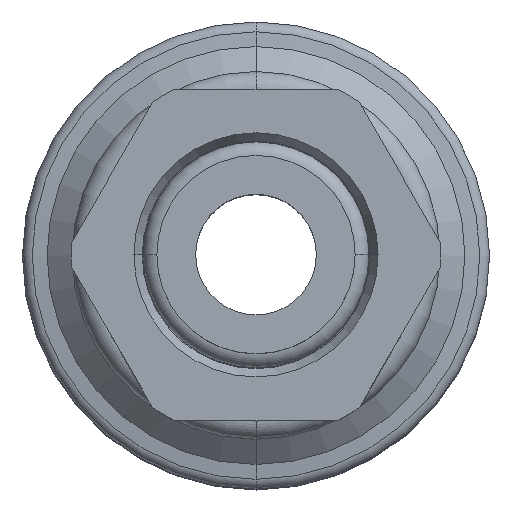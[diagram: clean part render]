
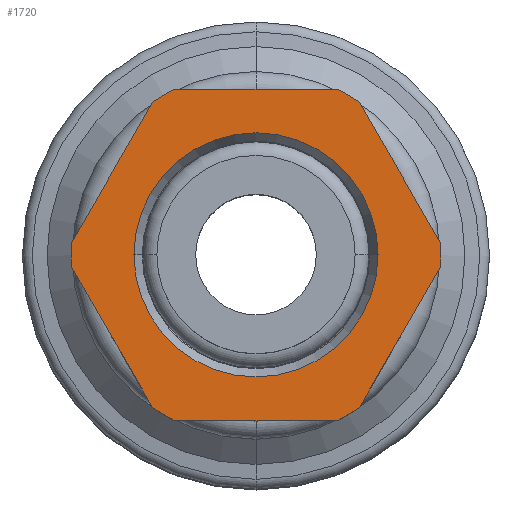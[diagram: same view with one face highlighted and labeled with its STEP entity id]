
A CAD part, top view. The second image highlights one B-rep face of the part: STEP entity #1720.
In plain terms, the highlighted planar face has unit normal (0, 0, 1).
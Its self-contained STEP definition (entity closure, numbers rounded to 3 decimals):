
#58 = CARTESIAN_POINT ( 'NONE',  ( 6.351, 11., 7.5 ) ) ;
#71 = VERTEX_POINT ( 'NONE', #2607 ) ;
#110 = ORIENTED_EDGE ( 'NONE', *, *, #1698, .T. ) ;
#111 = CARTESIAN_POINT ( 'NONE',  ( 6.831, 10.169, 7.5 ) ) ;
#119 = CARTESIAN_POINT ( 'NONE',  ( -12.222, 0.831, 7.5 ) ) ;
#154 = ORIENTED_EDGE ( 'NONE', *, *, #480, .T. ) ;
#167 = CARTESIAN_POINT ( 'NONE',  ( 5.391, -11., 7.5 ) ) ;
#168 = PLANE ( 'NONE',  #4379 ) ;
#197 = VERTEX_POINT ( 'NONE', #4105 ) ;
#201 = DIRECTION ( 'NONE',  ( 1., 0., 0. ) ) ;
#203 = DIRECTION ( 'NONE',  ( 0.5, -0.866, 0. ) ) ;
#355 = VERTEX_POINT ( 'NONE', #167 ) ;
#376 = CIRCLE ( 'NONE', #942, 12.25 ) ;
#416 = CIRCLE ( 'NONE', #3349, 12.25 ) ;
#464 = CARTESIAN_POINT ( 'NONE',  ( 0., 0., 7.5 ) ) ;
#466 = CARTESIAN_POINT ( 'NONE',  ( 0., 0., 7.5 ) ) ;
#480 = EDGE_CURVE ( 'NONE', #2285, #707, #2982, .T. ) ;
#539 = CARTESIAN_POINT ( 'NONE',  ( 5.391, 11., 7.5 ) ) ;
#558 = EDGE_CURVE ( 'NONE', #71, #877, #3611, .T. ) ;
#585 = CIRCLE ( 'NONE', #2312, 12.25 ) ;
#618 = CIRCLE ( 'NONE', #3360, 8.1 ) ;
#689 = ORIENTED_EDGE ( 'NONE', *, *, #724, .T. ) ;
#707 = VERTEX_POINT ( 'NONE', #1320 ) ;
#712 = CARTESIAN_POINT ( 'NONE',  ( -12.222, -0.831, 7.5 ) ) ;
#724 = EDGE_CURVE ( 'NONE', #2295, #3177, #1406, .T. ) ;
#761 = DIRECTION ( 'NONE',  ( 1., 0., 0. ) ) ;
#772 = DIRECTION ( 'NONE',  ( -1., 0., 0. ) ) ;
#773 = VERTEX_POINT ( 'NONE', #828 ) ;
#826 = DIRECTION ( 'NONE',  ( 1., 0., 0. ) ) ;
#827 = LINE ( 'NONE', #1889, #2500 ) ;
#828 = CARTESIAN_POINT ( 'NONE',  ( -5.391, -11., 7.5 ) ) ;
#872 = DIRECTION ( 'NONE',  ( 0., 0., 1. ) ) ;
#877 = VERTEX_POINT ( 'NONE', #119 ) ;
#899 = AXIS2_PLACEMENT_3D ( 'NONE', #2096, #2740, #3467 ) ;
#921 = VECTOR ( 'NONE', #2395, 1000. ) ;
#938 = DIRECTION ( 'NONE',  ( 0., 0., 1. ) ) ;
#942 = AXIS2_PLACEMENT_3D ( 'NONE', #3612, #872, #3297 ) ;
#1001 = EDGE_CURVE ( 'NONE', #877, #197, #4336, .T. ) ;
#1014 = DIRECTION ( 'NONE',  ( 1., 0., 0. ) ) ;
#1035 = ORIENTED_EDGE ( 'NONE', *, *, #1221, .T. ) ;
#1046 = VERTEX_POINT ( 'NONE', #2622 ) ;
#1070 = ORIENTED_EDGE ( 'NONE', *, *, #4010, .T. ) ;
#1092 = ORIENTED_EDGE ( 'NONE', *, *, #1102, .T. ) ;
#1102 = EDGE_CURVE ( 'NONE', #1945, #4091, #3235, .T. ) ;
#1122 = CARTESIAN_POINT ( 'NONE',  ( 0., 0., 7.5 ) ) ;
#1211 = LINE ( 'NONE', #4007, #2868 ) ;
#1220 = DIRECTION ( 'NONE',  ( -1., 0., 0. ) ) ;
#1221 = EDGE_CURVE ( 'NONE', #197, #2285, #2805, .T. ) ;
#1253 = VECTOR ( 'NONE', #1570, 1000. ) ;
#1320 = CARTESIAN_POINT ( 'NONE',  ( -6.831, -10.169, 7.5 ) ) ;
#1339 = CARTESIAN_POINT ( 'NONE',  ( 0., 0., 7.5 ) ) ;
#1352 = LINE ( 'NONE', #3829, #921 ) ;
#1355 = ORIENTED_EDGE ( 'NONE', *, *, #1991, .T. ) ;
#1406 = CIRCLE ( 'NONE', #899, 8.1 ) ;
#1441 = AXIS2_PLACEMENT_3D ( 'NONE', #464, #3853, #826 ) ;
#1478 = AXIS2_PLACEMENT_3D ( 'NONE', #2601, #938, #2981 ) ;
#1504 = DIRECTION ( 'NONE',  ( 1., 0., 0. ) ) ;
#1517 = ORIENTED_EDGE ( 'NONE', *, *, #2510, .T. ) ;
#1534 = CARTESIAN_POINT ( 'NONE',  ( 12.5, 0., 7.5 ) ) ;
#1570 = DIRECTION ( 'NONE',  ( -0.5, -0.866, 0. ) ) ;
#1641 = CARTESIAN_POINT ( 'NONE',  ( -8.1, 0., 7.5 ) ) ;
#1698 = EDGE_CURVE ( 'NONE', #2002, #2998, #376, .T. ) ;
#1720 = ADVANCED_FACE ( 'NONE', ( #1868, #3236 ), #168, .T. ) ;
#1815 = CARTESIAN_POINT ( 'NONE',  ( 12.222, -0.831, 7.5 ) ) ;
#1863 = EDGE_CURVE ( 'NONE', #355, #1046, #585, .T. ) ;
#1864 = ORIENTED_EDGE ( 'NONE', *, *, #1001, .T. ) ;
#1868 = FACE_OUTER_BOUND ( 'NONE', #2445, .T. ) ;
#1889 = CARTESIAN_POINT ( 'NONE',  ( -6.351, -11., 7.5 ) ) ;
#1911 = CARTESIAN_POINT ( 'NONE',  ( -6.351, 11., 7.5 ) ) ;
#1945 = VERTEX_POINT ( 'NONE', #1815 ) ;
#1991 = EDGE_CURVE ( 'NONE', #707, #773, #3737, .T. ) ;
#2002 = VERTEX_POINT ( 'NONE', #111 ) ;
#2076 = CARTESIAN_POINT ( 'NONE',  ( -5.391, 11., 7.5 ) ) ;
#2096 = CARTESIAN_POINT ( 'NONE',  ( 0., 0., 7.5 ) ) ;
#2285 = VERTEX_POINT ( 'NONE', #712 ) ;
#2295 = VERTEX_POINT ( 'NONE', #3015 ) ;
#2312 = AXIS2_PLACEMENT_3D ( 'NONE', #1339, #4075, #1014 ) ;
#2342 = ORIENTED_EDGE ( 'NONE', *, *, #2979, .T. ) ;
#2349 = CARTESIAN_POINT ( 'NONE',  ( 0., 0., 7.5 ) ) ;
#2377 = ORIENTED_EDGE ( 'NONE', *, *, #1863, .T. ) ;
#2395 = DIRECTION ( 'NONE',  ( 0.5, 0.866, 0. ) ) ;
#2445 = EDGE_LOOP ( 'NONE', ( #2703, #1864, #1035, #154, #1355, #2674, #2377, #2564, #1092, #2342, #110, #1517, #2945 ) ) ;
#2500 = VECTOR ( 'NONE', #201, 1000. ) ;
#2510 = EDGE_CURVE ( 'NONE', #2998, #2542, #3839, .T. ) ;
#2533 = DIRECTION ( 'NONE',  ( 0., 0., 1. ) ) ;
#2542 = VERTEX_POINT ( 'NONE', #2076 ) ;
#2564 = ORIENTED_EDGE ( 'NONE', *, *, #4092, .T. ) ;
#2583 = DIRECTION ( 'NONE',  ( -0.5, 0.866, 0. ) ) ;
#2601 = CARTESIAN_POINT ( 'NONE',  ( 0., 0., 7.5 ) ) ;
#2607 = CARTESIAN_POINT ( 'NONE',  ( -6.831, 10.169, 7.5 ) ) ;
#2622 = CARTESIAN_POINT ( 'NONE',  ( 6.831, -10.169, 7.5 ) ) ;
#2664 = DIRECTION ( 'NONE',  ( 1., 0., 0. ) ) ;
#2671 = VECTOR ( 'NONE', #772, 1000. ) ;
#2674 = ORIENTED_EDGE ( 'NONE', *, *, #3443, .T. ) ;
#2703 = ORIENTED_EDGE ( 'NONE', *, *, #558, .T. ) ;
#2705 = CARTESIAN_POINT ( 'NONE',  ( 12.222, 0.831, 7.5 ) ) ;
#2740 = DIRECTION ( 'NONE',  ( 0., 0., -1. ) ) ;
#2805 = CIRCLE ( 'NONE', #1441, 12.25 ) ;
#2868 = VECTOR ( 'NONE', #2583, 1000. ) ;
#2897 = DIRECTION ( 'NONE',  ( 0., 0., 1. ) ) ;
#2945 = ORIENTED_EDGE ( 'NONE', *, *, #3258, .T. ) ;
#2979 = EDGE_CURVE ( 'NONE', #4091, #2002, #1211, .T. ) ;
#2981 = DIRECTION ( 'NONE',  ( 1., 0., 0. ) ) ;
#2982 = LINE ( 'NONE', #4283, #4120 ) ;
#2998 = VERTEX_POINT ( 'NONE', #539 ) ;
#3015 = CARTESIAN_POINT ( 'NONE',  ( 8.1, 0., 7.5 ) ) ;
#3097 = AXIS2_PLACEMENT_3D ( 'NONE', #4072, #3362, #2664 ) ;
#3177 = VERTEX_POINT ( 'NONE', #1641 ) ;
#3235 = CIRCLE ( 'NONE', #3097, 12.25 ) ;
#3236 = FACE_BOUND ( 'NONE', #3356, .T. ) ;
#3258 = EDGE_CURVE ( 'NONE', #2542, #71, #416, .T. ) ;
#3297 = DIRECTION ( 'NONE',  ( 1., 0., 0. ) ) ;
#3312 = AXIS2_PLACEMENT_3D ( 'NONE', #1122, #2533, #761 ) ;
#3349 = AXIS2_PLACEMENT_3D ( 'NONE', #466, #4151, #1504 ) ;
#3356 = EDGE_LOOP ( 'NONE', ( #689, #1070 ) ) ;
#3360 = AXIS2_PLACEMENT_3D ( 'NONE', #2349, #4296, #1220 ) ;
#3362 = DIRECTION ( 'NONE',  ( 0., 0., 1. ) ) ;
#3443 = EDGE_CURVE ( 'NONE', #773, #355, #827, .T. ) ;
#3467 = DIRECTION ( 'NONE',  ( -1., 0., 0. ) ) ;
#3611 = LINE ( 'NONE', #1911, #1253 ) ;
#3612 = CARTESIAN_POINT ( 'NONE',  ( 0., 0., 7.5 ) ) ;
#3737 = CIRCLE ( 'NONE', #3312, 12.25 ) ;
#3829 = CARTESIAN_POINT ( 'NONE',  ( 6.351, -11., 7.5 ) ) ;
#3839 = LINE ( 'NONE', #58, #2671 ) ;
#3853 = DIRECTION ( 'NONE',  ( 0., 0., 1. ) ) ;
#4007 = CARTESIAN_POINT ( 'NONE',  ( 12.702, 0., 7.5 ) ) ;
#4010 = EDGE_CURVE ( 'NONE', #3177, #2295, #618, .T. ) ;
#4072 = CARTESIAN_POINT ( 'NONE',  ( 0., 0., 7.5 ) ) ;
#4075 = DIRECTION ( 'NONE',  ( 0., 0., 1. ) ) ;
#4091 = VERTEX_POINT ( 'NONE', #2705 ) ;
#4092 = EDGE_CURVE ( 'NONE', #1046, #1945, #1352, .T. ) ;
#4105 = CARTESIAN_POINT ( 'NONE',  ( -12.25, 0., 7.5 ) ) ;
#4120 = VECTOR ( 'NONE', #203, 1000. ) ;
#4151 = DIRECTION ( 'NONE',  ( 0., 0., 1. ) ) ;
#4263 = DIRECTION ( 'NONE',  ( 1., 0., 0. ) ) ;
#4283 = CARTESIAN_POINT ( 'NONE',  ( -12.702, 0., 7.5 ) ) ;
#4296 = DIRECTION ( 'NONE',  ( 0., 0., -1. ) ) ;
#4336 = CIRCLE ( 'NONE', #1478, 12.25 ) ;
#4379 = AXIS2_PLACEMENT_3D ( 'NONE', #1534, #2897, #4263 ) ;
